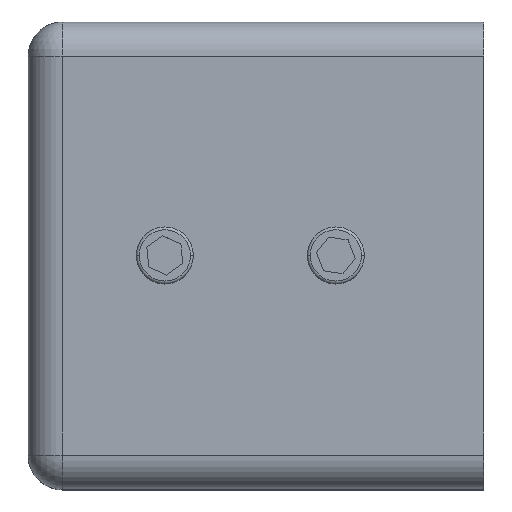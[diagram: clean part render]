
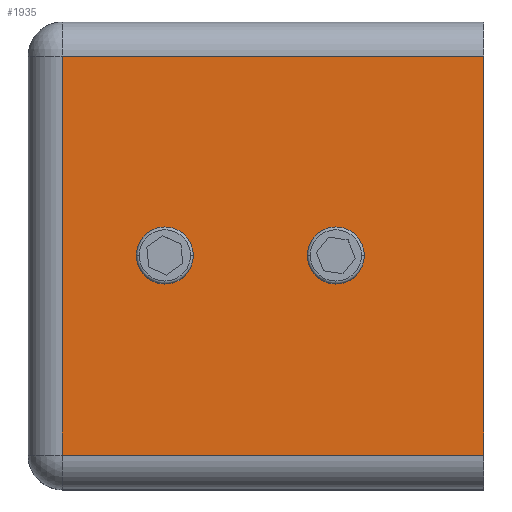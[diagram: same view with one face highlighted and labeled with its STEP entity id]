
A CAD part, top view. The second image highlights one B-rep face of the part: STEP entity #1935.
In plain terms, the highlighted planar face has unit normal (0, 0, 1).
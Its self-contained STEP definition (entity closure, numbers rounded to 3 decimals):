
#45 = EDGE_CURVE ( 'NONE', #1021, #682, #1345, .T. ) ;
#60 = DIRECTION ( 'NONE',  ( 1., 0., 0. ) ) ;
#82 = CARTESIAN_POINT ( 'NONE',  ( 20., 17.5, 20.5 ) ) ;
#105 = VERTEX_POINT ( 'NONE', #679 ) ;
#134 = VECTOR ( 'NONE', #60, 1000. ) ;
#143 = VERTEX_POINT ( 'NONE', #82 ) ;
#207 = DIRECTION ( 'NONE',  ( 1., 0., 0. ) ) ;
#234 = ORIENTED_EDGE ( 'NONE', *, *, #469, .F. ) ;
#235 = EDGE_CURVE ( 'NONE', #773, #1021, #743, .T. ) ;
#237 = FACE_BOUND ( 'NONE', #368, .T. ) ;
#303 = AXIS2_PLACEMENT_3D ( 'NONE', #1862, #883, #1538 ) ;
#368 = EDGE_LOOP ( 'NONE', ( #1704, #619 ) ) ;
#390 = EDGE_CURVE ( 'NONE', #105, #1174, #782, .T. ) ;
#409 = DIRECTION ( 'NONE',  ( 0., 0., 1. ) ) ;
#428 = CARTESIAN_POINT ( 'NONE',  ( 4.5, 0., 20.5 ) ) ;
#469 = EDGE_CURVE ( 'NONE', #1174, #105, #1333, .T. ) ;
#557 = EDGE_CURVE ( 'NONE', #2003, #1630, #820, .T. ) ;
#619 = ORIENTED_EDGE ( 'NONE', *, *, #557, .F. ) ;
#679 = CARTESIAN_POINT ( 'NONE',  ( -10.5, 0., 20.5 ) ) ;
#682 = VERTEX_POINT ( 'NONE', #1378 ) ;
#704 = FACE_BOUND ( 'NONE', #884, .T. ) ;
#743 = LINE ( 'NONE', #1822, #982 ) ;
#762 = CARTESIAN_POINT ( 'NONE',  ( -5.5, 0., 20.5 ) ) ;
#773 = VERTEX_POINT ( 'NONE', #1562 ) ;
#774 = ORIENTED_EDGE ( 'NONE', *, *, #806, .T. ) ;
#782 = CIRCLE ( 'NONE', #1054, 2.5 ) ;
#785 = EDGE_CURVE ( 'NONE', #1630, #2003, #1675, .T. ) ;
#806 = EDGE_CURVE ( 'NONE', #143, #773, #1882, .T. ) ;
#820 = CIRCLE ( 'NONE', #1909, 2.5 ) ;
#866 = CARTESIAN_POINT ( 'NONE',  ( 20., 20.5, 20.5 ) ) ;
#869 = CARTESIAN_POINT ( 'NONE',  ( 20., -17.5, 20.5 ) ) ;
#883 = DIRECTION ( 'NONE',  ( 0., 0., 1. ) ) ;
#884 = EDGE_LOOP ( 'NONE', ( #234, #1113 ) ) ;
#887 = FACE_OUTER_BOUND ( 'NONE', #1609, .T. ) ;
#945 = DIRECTION ( 'NONE',  ( 0., 0., 1. ) ) ;
#982 = VECTOR ( 'NONE', #1971, 1000. ) ;
#998 = CARTESIAN_POINT ( 'NONE',  ( -17., -17.5, 20.5 ) ) ;
#1009 = DIRECTION ( 'NONE',  ( 1., 0., 0. ) ) ;
#1015 = VECTOR ( 'NONE', #1020, 1000. ) ;
#1020 = DIRECTION ( 'NONE',  ( -1., 0., 0. ) ) ;
#1021 = VERTEX_POINT ( 'NONE', #998 ) ;
#1054 = AXIS2_PLACEMENT_3D ( 'NONE', #1446, #945, #1281 ) ;
#1113 = ORIENTED_EDGE ( 'NONE', *, *, #390, .F. ) ;
#1162 = ORIENTED_EDGE ( 'NONE', *, *, #45, .T. ) ;
#1174 = VERTEX_POINT ( 'NONE', #762 ) ;
#1198 = DIRECTION ( 'NONE',  ( 0., 1., 0. ) ) ;
#1216 = DIRECTION ( 'NONE',  ( 1., 0., 0. ) ) ;
#1231 = CARTESIAN_POINT ( 'NONE',  ( -20., 17.5, 20.5 ) ) ;
#1281 = DIRECTION ( 'NONE',  ( 1., 0., 0. ) ) ;
#1333 = CIRCLE ( 'NONE', #1362, 2.5 ) ;
#1345 = LINE ( 'NONE', #869, #134 ) ;
#1362 = AXIS2_PLACEMENT_3D ( 'NONE', #1557, #409, #1216 ) ;
#1377 = VECTOR ( 'NONE', #1198, 1000. ) ;
#1378 = CARTESIAN_POINT ( 'NONE',  ( 20., -17.5, 20.5 ) ) ;
#1418 = CARTESIAN_POINT ( 'NONE',  ( 9.5, 0., 20.5 ) ) ;
#1446 = CARTESIAN_POINT ( 'NONE',  ( -8., 0., 20.5 ) ) ;
#1476 = CARTESIAN_POINT ( 'NONE',  ( 7., 0., 20.5 ) ) ;
#1497 = EDGE_CURVE ( 'NONE', #682, #143, #1667, .T. ) ;
#1510 = DIRECTION ( 'NONE',  ( 0., 0., 1. ) ) ;
#1538 = DIRECTION ( 'NONE',  ( 1., 0., 0. ) ) ;
#1557 = CARTESIAN_POINT ( 'NONE',  ( -8., 0., 20.5 ) ) ;
#1562 = CARTESIAN_POINT ( 'NONE',  ( -17., 17.5, 20.5 ) ) ;
#1609 = EDGE_LOOP ( 'NONE', ( #1928, #1162, #1916, #774 ) ) ;
#1630 = VERTEX_POINT ( 'NONE', #1418 ) ;
#1667 = LINE ( 'NONE', #866, #1377 ) ;
#1674 = CARTESIAN_POINT ( 'NONE',  ( 0., 0., 20.5 ) ) ;
#1675 = CIRCLE ( 'NONE', #303, 2.5 ) ;
#1704 = ORIENTED_EDGE ( 'NONE', *, *, #785, .F. ) ;
#1797 = DIRECTION ( 'NONE',  ( 0., 0., 1. ) ) ;
#1822 = CARTESIAN_POINT ( 'NONE',  ( -17., -20.5, 20.5 ) ) ;
#1862 = CARTESIAN_POINT ( 'NONE',  ( 7., 0., 20.5 ) ) ;
#1882 = LINE ( 'NONE', #1231, #1015 ) ;
#1909 = AXIS2_PLACEMENT_3D ( 'NONE', #1476, #1797, #1009 ) ;
#1916 = ORIENTED_EDGE ( 'NONE', *, *, #1497, .T. ) ;
#1928 = ORIENTED_EDGE ( 'NONE', *, *, #235, .T. ) ;
#1935 = ADVANCED_FACE ( 'NONE', ( #704, #237, #887 ), #1981, .T. ) ;
#1956 = AXIS2_PLACEMENT_3D ( 'NONE', #1674, #1510, #207 ) ;
#1971 = DIRECTION ( 'NONE',  ( 0., -1., 0. ) ) ;
#1981 = PLANE ( 'NONE',  #1956 ) ;
#2003 = VERTEX_POINT ( 'NONE', #428 ) ;
